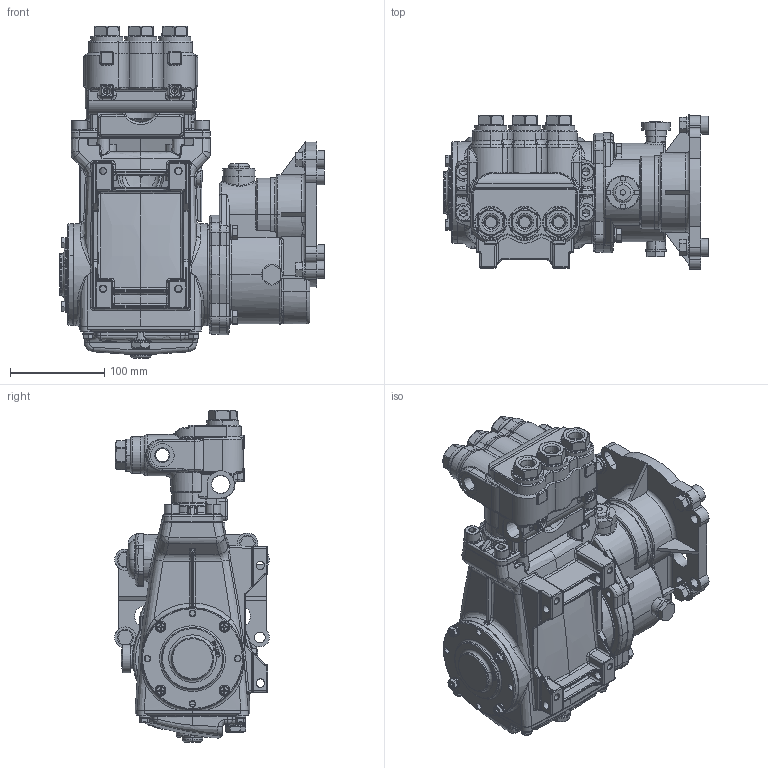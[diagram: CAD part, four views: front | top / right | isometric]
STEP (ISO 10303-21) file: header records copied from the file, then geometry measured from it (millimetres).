
FILE_DESCRIPTION (( 'STEP AP203' ), '1' );
FILE_NAME ('56G1.STEP', '2025-05-23T13:27:16', ( '' ), ( '' ), 'SwSTEP 2.0', 'SolidWorks 2025', '' );
FILE_SCHEMA (( 'CONFIG_CONTROL_DESIGN' ));
Length unit declared in the file: inch
Products named in the file (1): 56G1
Bounding box: 281.33 x 164.13 x 352.5 mm (x, y, z)
Surface area: 401841.3 mm2 (no closed solid volume)
Topology: 0 solids, 47 shells, 2777 faces, 8197 edges, 5261 vertices
Faces by surface type: plane 840, cylinder 792, bspline 610, torus 351, cone 141, sphere 43
Entity records: 121479 total; most frequent: CARTESIAN_POINT 53666, ORIENTED_EDGE 14286, DIRECTION 13254, EDGE_CURVE 8128, VERTEX_POINT 5257, AXIS2_PLACEMENT_3D 5256, CIRCLE 3088, EDGE_LOOP 3021
